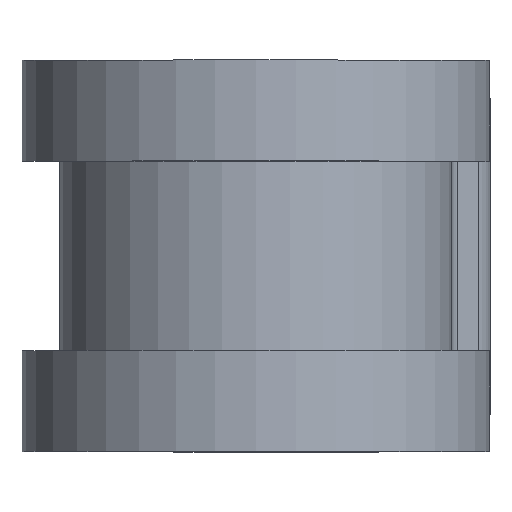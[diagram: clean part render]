
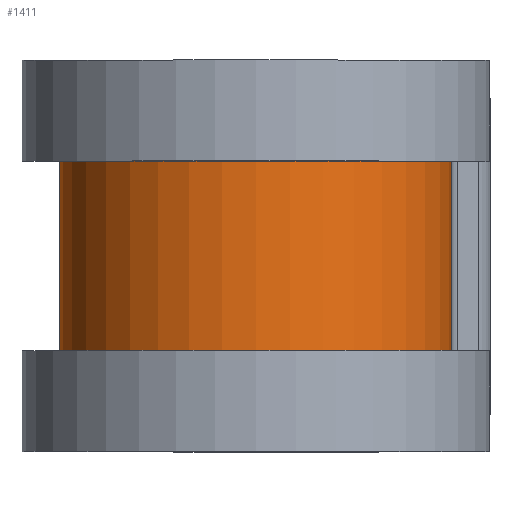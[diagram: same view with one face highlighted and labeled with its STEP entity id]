
A CAD part, top view. The second image highlights one B-rep face of the part: STEP entity #1411.
In plain terms, the highlighted cylindrical face has radius 7.887 mm (diameter 15.773 mm), a partial arc.
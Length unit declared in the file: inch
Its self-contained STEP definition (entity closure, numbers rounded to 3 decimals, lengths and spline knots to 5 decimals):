
#1 = DIRECTION ( 'NONE',  ( 0., -1., 0. ) ) ;
#33 = ORIENTED_EDGE ( 'NONE', *, *, #889, .F. ) ;
#38 = CARTESIAN_POINT ( 'NONE',  ( 0., 0.15, -0.3105 ) ) ;
#46 = DIRECTION ( 'NONE',  ( 0., -1., 0. ) ) ;
#81 = EDGE_LOOP ( 'NONE', ( #1607, #220, #878, #33 ) ) ;
#220 = ORIENTED_EDGE ( 'NONE', *, *, #349, .T. ) ;
#245 = CARTESIAN_POINT ( 'NONE',  ( 0., 0.25, -0.3105 ) ) ;
#305 = FACE_OUTER_BOUND ( 'NONE', #81, .T. ) ;
#349 = EDGE_CURVE ( 'NONE', #701, #899, #350, .T. ) ;
#350 = CIRCLE ( 'NONE', #1333, 0.3105 ) ;
#364 = CARTESIAN_POINT ( 'NONE',  ( 0., -0.15, -0.3105 ) ) ;
#371 = AXIS2_PLACEMENT_3D ( 'NONE', #1634, #1, #1209 ) ;
#416 = CARTESIAN_POINT ( 'NONE',  ( 0.3105, 0.25, 0. ) ) ;
#449 = CARTESIAN_POINT ( 'NONE',  ( 0., 0.15, 0. ) ) ;
#454 = DIRECTION ( 'NONE',  ( 0., -1., 0. ) ) ;
#463 = DIRECTION ( 'NONE',  ( 0., 0., -1. ) ) ;
#477 = VERTEX_POINT ( 'NONE', #364 ) ;
#493 = VECTOR ( 'NONE', #1182, 39.37008 ) ;
#506 = EDGE_CURVE ( 'NONE', #899, #477, #1578, .T. ) ;
#547 = CARTESIAN_POINT ( 'NONE',  ( 0.3105, 0.15, 0. ) ) ;
#584 = VERTEX_POINT ( 'NONE', #652 ) ;
#652 = CARTESIAN_POINT ( 'NONE',  ( 0.3105, -0.15, 0. ) ) ;
#668 = CIRCLE ( 'NONE', #1386, 0.3105 ) ;
#698 = DIRECTION ( 'NONE',  ( 0., -1., 0. ) ) ;
#701 = VERTEX_POINT ( 'NONE', #547 ) ;
#852 = CARTESIAN_POINT ( 'NONE',  ( 0., -0.15, 0. ) ) ;
#878 = ORIENTED_EDGE ( 'NONE', *, *, #506, .T. ) ;
#889 = EDGE_CURVE ( 'NONE', #584, #477, #668, .T. ) ;
#898 = VECTOR ( 'NONE', #698, 39.37008 ) ;
#899 = VERTEX_POINT ( 'NONE', #38 ) ;
#983 = LINE ( 'NONE', #416, #898 ) ;
#992 = DIRECTION ( 'NONE',  ( 0., 0., -1. ) ) ;
#1182 = DIRECTION ( 'NONE',  ( 0., -1., 0. ) ) ;
#1209 = DIRECTION ( 'NONE',  ( 0., 0., -1. ) ) ;
#1331 = CYLINDRICAL_SURFACE ( 'NONE', #371, 0.3105 ) ;
#1333 = AXIS2_PLACEMENT_3D ( 'NONE', #449, #454, #463 ) ;
#1386 = AXIS2_PLACEMENT_3D ( 'NONE', #852, #46, #992 ) ;
#1411 = ADVANCED_FACE ( 'NONE', ( #305 ), #1331, .T. ) ;
#1567 = EDGE_CURVE ( 'NONE', #701, #584, #983, .T. ) ;
#1578 = LINE ( 'NONE', #245, #493 ) ;
#1607 = ORIENTED_EDGE ( 'NONE', *, *, #1567, .F. ) ;
#1634 = CARTESIAN_POINT ( 'NONE',  ( 0., 0.25, 0. ) ) ;
